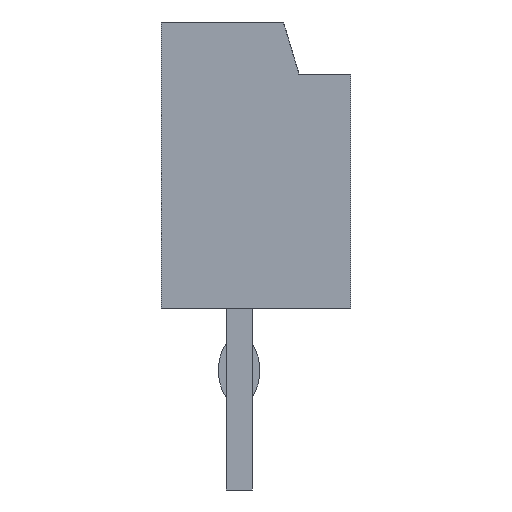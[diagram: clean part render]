
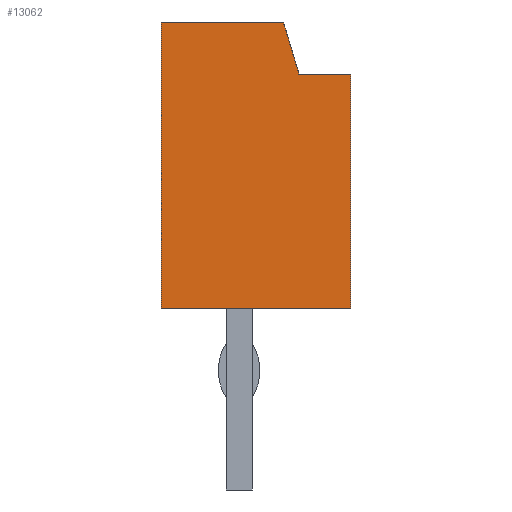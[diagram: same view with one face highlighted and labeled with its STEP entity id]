
A CAD part, left-side view. The second image highlights one B-rep face of the part: STEP entity #13062.
In plain terms, the highlighted planar face has unit normal (-1, 0, 0).
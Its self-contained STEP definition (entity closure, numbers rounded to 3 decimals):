
#32 = PLANE('',#33);
#33 = AXIS2_PLACEMENT_3D('',#34,#35,#36);
#34 = CARTESIAN_POINT('',(6.,1.5,2.75));
#35 = DIRECTION('',(0.,-1.,0.));
#36 = DIRECTION('',(1.,0.,0.));
#785 = VERTEX_POINT('',#786);
#786 = CARTESIAN_POINT('',(-2.,1.5,5.5));
#800 = PLANE('',#801);
#801 = AXIS2_PLACEMENT_3D('',#802,#803,#804);
#802 = CARTESIAN_POINT('',(14.,1.5,5.5));
#803 = DIRECTION('',(0.,0.,1.));
#804 = DIRECTION('',(-1.,0.,0.));
#812 = EDGE_CURVE('',#785,#813,#815,.T.);
#813 = VERTEX_POINT('',#814);
#814 = CARTESIAN_POINT('',(-2.,1.5,0.));
#815 = SURFACE_CURVE('',#816,(#820,#827),.PCURVE_S1.);
#816 = LINE('',#817,#818);
#817 = CARTESIAN_POINT('',(-2.,1.5,5.5));
#818 = VECTOR('',#819,1.);
#819 = DIRECTION('',(0.,0.,-1.));
#820 = PCURVE('',#32,#821);
#821 = DEFINITIONAL_REPRESENTATION('',(#822),#826);
#822 = LINE('',#823,#824);
#823 = CARTESIAN_POINT('',(-8.,2.75));
#824 = VECTOR('',#825,1.);
#825 = DIRECTION('',(0.,-1.));
#826 = ( GEOMETRIC_REPRESENTATION_CONTEXT(2) 
PARAMETRIC_REPRESENTATION_CONTEXT() REPRESENTATION_CONTEXT('2D SPACE',''
  ) );
#827 = PCURVE('',#828,#833);
#828 = PLANE('',#829);
#829 = AXIS2_PLACEMENT_3D('',#830,#831,#832);
#830 = CARTESIAN_POINT('',(-2.,1.5,5.5));
#831 = DIRECTION('',(-1.,0.,0.));
#832 = DIRECTION('',(0.,0.,-1.));
#833 = DEFINITIONAL_REPRESENTATION('',(#834),#838);
#834 = LINE('',#835,#836);
#835 = CARTESIAN_POINT('',(0.,0.));
#836 = VECTOR('',#837,1.);
#837 = DIRECTION('',(1.,0.));
#838 = ( GEOMETRIC_REPRESENTATION_CONTEXT(2) 
PARAMETRIC_REPRESENTATION_CONTEXT() REPRESENTATION_CONTEXT('2D SPACE',''
  ) );
#856 = PLANE('',#857);
#857 = AXIS2_PLACEMENT_3D('',#858,#859,#860);
#858 = CARTESIAN_POINT('',(-2.,1.5,0.));
#859 = DIRECTION('',(0.,0.,-1.));
#860 = DIRECTION('',(1.,0.,0.));
#1227 = PLANE('',#1228);
#1228 = AXIS2_PLACEMENT_3D('',#1229,#1230,#1231);
#1229 = CARTESIAN_POINT('',(6.,-2.15,2.75));
#1230 = DIRECTION('',(0.,-1.,0.));
#1231 = DIRECTION('',(1.,0.,0.));
#3105 = PLANE('',#3106);
#3106 = AXIS2_PLACEMENT_3D('',#3107,#3108,#3109);
#3107 = CARTESIAN_POINT('',(14.,-2.15,4.5));
#3108 = DIRECTION('',(0.,0.,-1.));
#3109 = DIRECTION('',(0.,1.,0.));
#3133 = PLANE('',#3134);
#3134 = AXIS2_PLACEMENT_3D('',#3135,#3136,#3137);
#3135 = CARTESIAN_POINT('',(14.,-1.15,4.5));
#3136 = DIRECTION('',(0.,0.958,-0.287));
#3137 = DIRECTION('',(0.,0.287,0.958));
#3304 = VERTEX_POINT('',#3305);
#3305 = CARTESIAN_POINT('',(-2.,-0.85,5.5));
#3326 = EDGE_CURVE('',#785,#3304,#3327,.T.);
#3327 = SURFACE_CURVE('',#3328,(#3332,#3339),.PCURVE_S1.);
#3328 = LINE('',#3329,#3330);
#3329 = CARTESIAN_POINT('',(-2.,1.5,5.5));
#3330 = VECTOR('',#3331,1.);
#3331 = DIRECTION('',(0.,-1.,0.));
#3332 = PCURVE('',#800,#3333);
#3333 = DEFINITIONAL_REPRESENTATION('',(#3334),#3338);
#3334 = LINE('',#3335,#3336);
#3335 = CARTESIAN_POINT('',(16.,0.));
#3336 = VECTOR('',#3337,1.);
#3337 = DIRECTION('',(0.,1.));
#3338 = ( GEOMETRIC_REPRESENTATION_CONTEXT(2) 
PARAMETRIC_REPRESENTATION_CONTEXT() REPRESENTATION_CONTEXT('2D SPACE',''
  ) );
#3339 = PCURVE('',#828,#3340);
#3340 = DEFINITIONAL_REPRESENTATION('',(#3341),#3345);
#3341 = LINE('',#3342,#3343);
#3342 = CARTESIAN_POINT('',(0.,0.));
#3343 = VECTOR('',#3344,1.);
#3344 = DIRECTION('',(0.,1.));
#3345 = ( GEOMETRIC_REPRESENTATION_CONTEXT(2) 
PARAMETRIC_REPRESENTATION_CONTEXT() REPRESENTATION_CONTEXT('2D SPACE',''
  ) );
#3859 = VERTEX_POINT('',#3860);
#3860 = CARTESIAN_POINT('',(-2.,-1.15,4.5));
#3881 = EDGE_CURVE('',#3859,#3304,#3882,.T.);
#3882 = SURFACE_CURVE('',#3883,(#3887,#3894),.PCURVE_S1.);
#3883 = LINE('',#3884,#3885);
#3884 = CARTESIAN_POINT('',(-2.,-1.15,4.5));
#3885 = VECTOR('',#3886,1.);
#3886 = DIRECTION('',(0.,0.287,0.958));
#3887 = PCURVE('',#3133,#3888);
#3888 = DEFINITIONAL_REPRESENTATION('',(#3889),#3893);
#3889 = LINE('',#3890,#3891);
#3890 = CARTESIAN_POINT('',(0.,-16.));
#3891 = VECTOR('',#3892,1.);
#3892 = DIRECTION('',(1.,0.));
#3893 = ( GEOMETRIC_REPRESENTATION_CONTEXT(2) 
PARAMETRIC_REPRESENTATION_CONTEXT() REPRESENTATION_CONTEXT('2D SPACE',''
  ) );
#3894 = PCURVE('',#828,#3895);
#3895 = DEFINITIONAL_REPRESENTATION('',(#3896),#3900);
#3896 = LINE('',#3897,#3898);
#3897 = CARTESIAN_POINT('',(1.,2.65));
#3898 = VECTOR('',#3899,1.);
#3899 = DIRECTION('',(-0.958,-0.287));
#3900 = ( GEOMETRIC_REPRESENTATION_CONTEXT(2) 
PARAMETRIC_REPRESENTATION_CONTEXT() REPRESENTATION_CONTEXT('2D SPACE',''
  ) );
#4006 = VERTEX_POINT('',#4007);
#4007 = CARTESIAN_POINT('',(-2.,-2.15,4.5));
#4028 = EDGE_CURVE('',#4006,#3859,#4029,.T.);
#4029 = SURFACE_CURVE('',#4030,(#4034,#4041),.PCURVE_S1.);
#4030 = LINE('',#4031,#4032);
#4031 = CARTESIAN_POINT('',(-2.,-2.15,4.5));
#4032 = VECTOR('',#4033,1.);
#4033 = DIRECTION('',(0.,1.,0.));
#4034 = PCURVE('',#3105,#4035);
#4035 = DEFINITIONAL_REPRESENTATION('',(#4036),#4040);
#4036 = LINE('',#4037,#4038);
#4037 = CARTESIAN_POINT('',(0.,-16.));
#4038 = VECTOR('',#4039,1.);
#4039 = DIRECTION('',(1.,0.));
#4040 = ( GEOMETRIC_REPRESENTATION_CONTEXT(2) 
PARAMETRIC_REPRESENTATION_CONTEXT() REPRESENTATION_CONTEXT('2D SPACE',''
  ) );
#4041 = PCURVE('',#828,#4042);
#4042 = DEFINITIONAL_REPRESENTATION('',(#4043),#4047);
#4043 = LINE('',#4044,#4045);
#4044 = CARTESIAN_POINT('',(1.,3.65));
#4045 = VECTOR('',#4046,1.);
#4046 = DIRECTION('',(0.,-1.));
#4047 = ( GEOMETRIC_REPRESENTATION_CONTEXT(2) 
PARAMETRIC_REPRESENTATION_CONTEXT() REPRESENTATION_CONTEXT('2D SPACE',''
  ) );
#4202 = VERTEX_POINT('',#4203);
#4203 = CARTESIAN_POINT('',(-2.,-2.15,0.));
#4224 = EDGE_CURVE('',#4006,#4202,#4225,.T.);
#4225 = SURFACE_CURVE('',#4226,(#4230,#4237),.PCURVE_S1.);
#4226 = LINE('',#4227,#4228);
#4227 = CARTESIAN_POINT('',(-2.,-2.15,4.5));
#4228 = VECTOR('',#4229,1.);
#4229 = DIRECTION('',(0.,0.,-1.));
#4230 = PCURVE('',#1227,#4231);
#4231 = DEFINITIONAL_REPRESENTATION('',(#4232),#4236);
#4232 = LINE('',#4233,#4234);
#4233 = CARTESIAN_POINT('',(-8.,1.75));
#4234 = VECTOR('',#4235,1.);
#4235 = DIRECTION('',(0.,-1.));
#4236 = ( GEOMETRIC_REPRESENTATION_CONTEXT(2) 
PARAMETRIC_REPRESENTATION_CONTEXT() REPRESENTATION_CONTEXT('2D SPACE',''
  ) );
#4237 = PCURVE('',#828,#4238);
#4238 = DEFINITIONAL_REPRESENTATION('',(#4239),#4243);
#4239 = LINE('',#4240,#4241);
#4240 = CARTESIAN_POINT('',(1.,3.65));
#4241 = VECTOR('',#4242,1.);
#4242 = DIRECTION('',(1.,0.));
#4243 = ( GEOMETRIC_REPRESENTATION_CONTEXT(2) 
PARAMETRIC_REPRESENTATION_CONTEXT() REPRESENTATION_CONTEXT('2D SPACE',''
  ) );
#5644 = EDGE_CURVE('',#813,#4202,#5645,.T.);
#5645 = SURFACE_CURVE('',#5646,(#5650,#5657),.PCURVE_S1.);
#5646 = LINE('',#5647,#5648);
#5647 = CARTESIAN_POINT('',(-2.,1.5,0.));
#5648 = VECTOR('',#5649,1.);
#5649 = DIRECTION('',(0.,-1.,0.));
#5650 = PCURVE('',#856,#5651);
#5651 = DEFINITIONAL_REPRESENTATION('',(#5652),#5656);
#5652 = LINE('',#5653,#5654);
#5653 = CARTESIAN_POINT('',(0.,0.));
#5654 = VECTOR('',#5655,1.);
#5655 = DIRECTION('',(0.,1.));
#5656 = ( GEOMETRIC_REPRESENTATION_CONTEXT(2) 
PARAMETRIC_REPRESENTATION_CONTEXT() REPRESENTATION_CONTEXT('2D SPACE',''
  ) );
#5657 = PCURVE('',#828,#5658);
#5658 = DEFINITIONAL_REPRESENTATION('',(#5659),#5663);
#5659 = LINE('',#5660,#5661);
#5660 = CARTESIAN_POINT('',(5.5,0.));
#5661 = VECTOR('',#5662,1.);
#5662 = DIRECTION('',(0.,1.));
#5663 = ( GEOMETRIC_REPRESENTATION_CONTEXT(2) 
PARAMETRIC_REPRESENTATION_CONTEXT() REPRESENTATION_CONTEXT('2D SPACE',''
  ) );
#13062 = ADVANCED_FACE('',(#13063),#828,.T.);
#13063 = FACE_BOUND('',#13064,.F.);
#13064 = EDGE_LOOP('',(#13065,#13066,#13067,#13068,#13069,#13070));
#13065 = ORIENTED_EDGE('',*,*,#4028,.F.);
#13066 = ORIENTED_EDGE('',*,*,#4224,.T.);
#13067 = ORIENTED_EDGE('',*,*,#5644,.F.);
#13068 = ORIENTED_EDGE('',*,*,#812,.F.);
#13069 = ORIENTED_EDGE('',*,*,#3326,.T.);
#13070 = ORIENTED_EDGE('',*,*,#3881,.F.);
